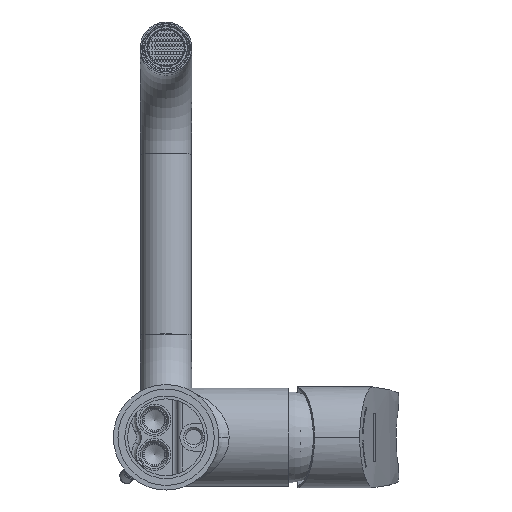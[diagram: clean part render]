
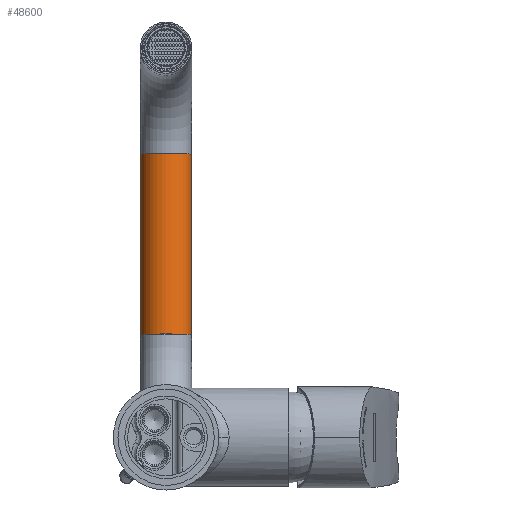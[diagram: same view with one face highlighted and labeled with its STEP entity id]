
A CAD part, front view. The second image highlights one B-rep face of the part: STEP entity #48600.
In plain terms, the highlighted cylindrical face has radius 11.2 mm (diameter 22.4 mm), a full revolution.
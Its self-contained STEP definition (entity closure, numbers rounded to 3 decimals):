
#4411 = CARTESIAN_POINT ( 'NONE',  ( 0., 274.732, 44.684 ) ) ;
#4438 = EDGE_CURVE ( 'NONE', #41966, #41966, #40154, .T. ) ;
#11263 = EDGE_LOOP ( 'NONE', ( #57236 ) ) ;
#18108 = AXIS2_PLACEMENT_3D ( 'NONE', #4411, #43185, #19841 ) ;
#19841 = DIRECTION ( 'NONE',  ( 0., 0.999, -0.035 ) ) ;
#21387 = DIRECTION ( 'NONE',  ( 0., -0.035, -0.999 ) ) ;
#22602 = ORIENTED_EDGE ( 'NONE', *, *, #4438, .T. ) ;
#26114 = VERTEX_POINT ( 'NONE', #54614 ) ;
#27317 = EDGE_LOOP ( 'NONE', ( #22602 ) ) ;
#32016 = FACE_OUTER_BOUND ( 'NONE', #27317, .T. ) ;
#32609 = DIRECTION ( 'NONE',  ( 0., -0.035, -0.999 ) ) ;
#35044 = CARTESIAN_POINT ( 'NONE',  ( 0., 274.732, 44.684 ) ) ;
#37727 = CIRCLE ( 'NONE', #45469, 11.2 ) ;
#38272 = DIRECTION ( 'NONE',  ( 0., -0.999, 0.035 ) ) ;
#39889 = DIRECTION ( 'NONE',  ( 0., -0.999, 0.035 ) ) ;
#40154 = CIRCLE ( 'NONE', #45004, 11.2 ) ;
#40789 = CARTESIAN_POINT ( 'NONE',  ( 0., 266.288, 123.792 ) ) ;
#41966 = VERTEX_POINT ( 'NONE', #40789 ) ;
#43185 = DIRECTION ( 'NONE',  ( 0., 0.035, 0.999 ) ) ;
#45004 = AXIS2_PLACEMENT_3D ( 'NONE', #51133, #32609, #38272 ) ;
#45469 = AXIS2_PLACEMENT_3D ( 'NONE', #35044, #21387, #39889 ) ;
#45956 = CYLINDRICAL_SURFACE ( 'NONE', #18108, 11.2 ) ;
#48600 = ADVANCED_FACE ( 'NONE', ( #32016, #50525 ), #45956, .T. ) ;
#50525 = FACE_OUTER_BOUND ( 'NONE', #11263, .T. ) ;
#51133 = CARTESIAN_POINT ( 'NONE',  ( 0., 277.481, 123.401 ) ) ;
#54614 = CARTESIAN_POINT ( 'NONE',  ( 0., 263.539, 45.075 ) ) ;
#54650 = EDGE_CURVE ( 'NONE', #26114, #26114, #37727, .T. ) ;
#57236 = ORIENTED_EDGE ( 'NONE', *, *, #54650, .F. ) ;
